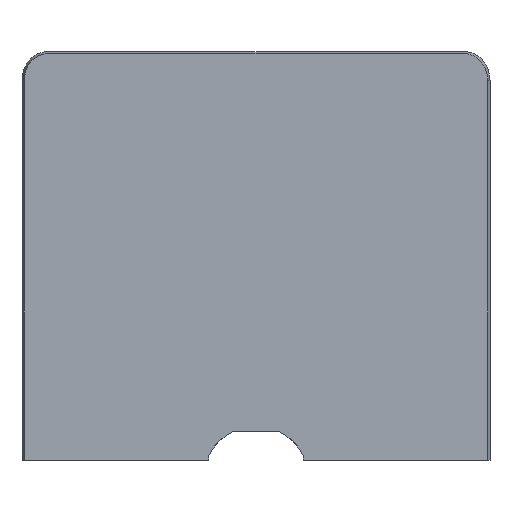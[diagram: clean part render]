
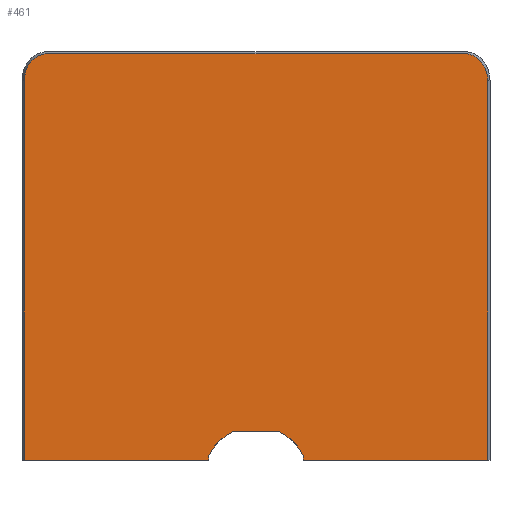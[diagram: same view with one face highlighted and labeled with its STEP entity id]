
A CAD part, front view. The second image highlights one B-rep face of the part: STEP entity #461.
In plain terms, the highlighted planar face has unit normal (0, -1, 0).
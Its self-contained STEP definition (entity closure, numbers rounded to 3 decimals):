
#95 = CARTESIAN_POINT ( 'NONE',  ( 183.25, 0., 10.815 ) ) ;
#97 = CARTESIAN_POINT ( 'NONE',  ( 153.2, 0., -36.979 ) ) ;
#104 = DIRECTION ( 'NONE',  ( 0., 0., -1. ) ) ;
#159 = PLANE ( 'NONE',  #2184 ) ;
#198 = CARTESIAN_POINT ( 'NONE',  ( 131.518, 0., 8.083 ) ) ;
#208 = CARTESIAN_POINT ( 'NONE',  ( 185.982, 0., 0. ) ) ;
#214 = ORIENTED_EDGE ( 'NONE', *, *, #911, .T. ) ;
#249 = EDGE_CURVE ( 'NONE', #3296, #880, #2545, .T. ) ;
#256 = B_SPLINE_CURVE_WITH_KNOTS ( 'NONE', 3,
 ( #1219, #489, #3028, #2806, #458, #416, #947, #1195, #473, #749, #2245, #1258, #1472, #430, #3347, #2007, #999, #2823 ),
 .UNSPECIFIED., .F., .F.,
 ( 4, 2, 2, 2, 2, 2, 2, 2, 4 ),
 ( 0., 0.125, 0.25, 0.375, 0.5, 0.625, 0.75, 0.875, 1. ),
 .UNSPECIFIED. ) ;
#316 = CARTESIAN_POINT ( 'NONE',  ( 153.2, 0., -36.397 ) ) ;
#319 = CARTESIAN_POINT ( 'NONE',  ( 183.608, 0., 10.795 ) ) ;
#320 = LINE ( 'NONE', #2401, #2794 ) ;
#353 = DIRECTION ( 'NONE',  ( 1., 0., 0. ) ) ;
#362 = VERTEX_POINT ( 'NONE', #3371 ) ;
#375 = ORIENTED_EDGE ( 'NONE', *, *, #971, .T. ) ;
#386 = VECTOR ( 'NONE', #1396, 1000. ) ;
#412 = EDGE_CURVE ( 'NONE', #1080, #3002, #3256, .T. ) ;
#416 = CARTESIAN_POINT ( 'NONE',  ( 131.794, 0., 9.058 ) ) ;
#430 = CARTESIAN_POINT ( 'NONE',  ( 133.37, 0., 10.654 ) ) ;
#436 = CARTESIAN_POINT ( 'NONE',  ( 131.25, 0., 0. ) ) ;
#458 = CARTESIAN_POINT ( 'NONE',  ( 131.657, 0., 8.677 ) ) ;
#461 = ADVANCED_FACE ( 'NONE', ( #3015 ), #159, .F. ) ;
#473 = CARTESIAN_POINT ( 'NONE',  ( 132.192, 0., 9.745 ) ) ;
#478 = ORIENTED_EDGE ( 'NONE', *, *, #249, .F. ) ;
#489 = CARTESIAN_POINT ( 'NONE',  ( 131.518, 0., 7.867 ) ) ;
#519 = CARTESIAN_POINT ( 'NONE',  ( 183.958, 0., 10.714 ) ) ;
#569 = VERTEX_POINT ( 'NONE', #3024 ) ;
#601 = VECTOR ( 'NONE', #1463, 1000. ) ;
#602 = LINE ( 'NONE', #2133, #2150 ) ;
#619 = VECTOR ( 'NONE', #2297, 1000. ) ;
#628 = CARTESIAN_POINT ( 'NONE',  ( 185.982, 0., 7.66 ) ) ;
#647 = VERTEX_POINT ( 'NONE', #316 ) ;
#710 = VECTOR ( 'NONE', #1245, 1000. ) ;
#749 = CARTESIAN_POINT ( 'NONE',  ( 132.445, 0., 10.037 ) ) ;
#835 = CARTESIAN_POINT ( 'NONE',  ( 161.525, 0., -33.629 ) ) ;
#880 = VERTEX_POINT ( 'NONE', #2972 ) ;
#890 = CARTESIAN_POINT ( 'NONE',  ( 185.895, 0., 8.478 ) ) ;
#906 = DIRECTION ( 'NONE',  ( 1., 0., 0. ) ) ;
#909 = EDGE_LOOP ( 'NONE', ( #2766, #375, #2173, #1248, #3109, #1888, #214, #2868, #3377, #2974, #1466, #478 ) ) ;
#911 = EDGE_CURVE ( 'NONE', #1778, #2551, #2987, .T. ) ;
#947 = CARTESIAN_POINT ( 'NONE',  ( 131.879, 0., 9.241 ) ) ;
#971 = EDGE_CURVE ( 'NONE', #362, #647, #1695, .T. ) ;
#999 = CARTESIAN_POINT ( 'NONE',  ( 134.071, 0., 10.815 ) ) ;
#1039 = CARTESIAN_POINT ( 'NONE',  ( 184.13, 0., 10.654 ) ) ;
#1048 = CARTESIAN_POINT ( 'NONE',  ( 164.3, 0., -36.979 ) ) ;
#1080 = VERTEX_POINT ( 'NONE', #3171 ) ;
#1110 = CARTESIAN_POINT ( 'NONE',  ( 158.803, 0., -39.132 ) ) ;
#1125 = CARTESIAN_POINT ( 'NONE',  ( 185.964, 0., 8.073 ) ) ;
#1135 = CARTESIAN_POINT ( 'NONE',  ( 185.982, 0., 7.66 ) ) ;
#1195 = CARTESIAN_POINT ( 'NONE',  ( 132.078, 0., 9.585 ) ) ;
#1219 = CARTESIAN_POINT ( 'NONE',  ( 131.518, 0., 7.66 ) ) ;
#1245 = DIRECTION ( 'NONE',  ( 0., 0., 1. ) ) ;
#1248 = ORIENTED_EDGE ( 'NONE', *, *, #3318, .T. ) ;
#1258 = CARTESIAN_POINT ( 'NONE',  ( 132.881, 0., 10.398 ) ) ;
#1268 = VECTOR ( 'NONE', #1907, 1000. ) ;
#1297 = EDGE_CURVE ( 'NONE', #3296, #362, #2216, .T. ) ;
#1326 = CIRCLE ( 'NONE', #2039, 6.14 ) ;
#1377 = CARTESIAN_POINT ( 'NONE',  ( 185.706, 0., 9.058 ) ) ;
#1396 = DIRECTION ( 'NONE',  ( 1., 0., 0. ) ) ;
#1402 = CARTESIAN_POINT ( 'NONE',  ( 158.697, 0., -39.132 ) ) ;
#1420 = CARTESIAN_POINT ( 'NONE',  ( 155.975, 0., -33.629 ) ) ;
#1425 = CARTESIAN_POINT ( 'NONE',  ( 185.982, 0., 7.867 ) ) ;
#1463 = DIRECTION ( 'NONE',  ( 0., 0., 1. ) ) ;
#1466 = ORIENTED_EDGE ( 'NONE', *, *, #1655, .F. ) ;
#1472 = CARTESIAN_POINT ( 'NONE',  ( 133.039, 0., 10.496 ) ) ;
#1496 = VECTOR ( 'NONE', #906, 1000. ) ;
#1517 = DIRECTION ( 'NONE',  ( 0., 1., 0. ) ) ;
#1547 = EDGE_CURVE ( 'NONE', #647, #2354, #3346, .T. ) ;
#1564 = CARTESIAN_POINT ( 'NONE',  ( 184.461, 0., 10.496 ) ) ;
#1631 = CARTESIAN_POINT ( 'NONE',  ( 183.25, 0., 10.815 ) ) ;
#1644 = CARTESIAN_POINT ( 'NONE',  ( 185.055, 0., 10.037 ) ) ;
#1655 = EDGE_CURVE ( 'NONE', #880, #2043, #256, .T. ) ;
#1695 = LINE ( 'NONE', #97, #601 ) ;
#1720 = CARTESIAN_POINT ( 'NONE',  ( 131.518, 0., -36.979 ) ) ;
#1778 = VERTEX_POINT ( 'NONE', #1048 ) ;
#1795 = DIRECTION ( 'NONE',  ( 0., 0., 1. ) ) ;
#1806 = DIRECTION ( 'NONE',  ( 0., 0., -1. ) ) ;
#1847 = VERTEX_POINT ( 'NONE', #835 ) ;
#1888 = ORIENTED_EDGE ( 'NONE', *, *, #2115, .T. ) ;
#1894 = CARTESIAN_POINT ( 'NONE',  ( 185.308, 0., 9.745 ) ) ;
#1898 = LINE ( 'NONE', #95, #1496 ) ;
#1906 = CARTESIAN_POINT ( 'NONE',  ( 185.422, 0., 9.585 ) ) ;
#1907 = DIRECTION ( 'NONE',  ( 1., 0., 0. ) ) ;
#1924 = DIRECTION ( 'NONE',  ( 0., 1., 0. ) ) ;
#2004 = CARTESIAN_POINT ( 'NONE',  ( 134.25, 0., 10.815 ) ) ;
#2007 = CARTESIAN_POINT ( 'NONE',  ( 133.892, 0., 10.795 ) ) ;
#2039 = AXIS2_PLACEMENT_3D ( 'NONE', #1110, #2675, #2153 ) ;
#2043 = VERTEX_POINT ( 'NONE', #2004 ) ;
#2088 = CARTESIAN_POINT ( 'NONE',  ( 184.619, 0., 10.398 ) ) ;
#2115 = EDGE_CURVE ( 'NONE', #569, #1778, #320, .T. ) ;
#2126 = EDGE_CURVE ( 'NONE', #1847, #569, #1326, .T. ) ;
#2133 = CARTESIAN_POINT ( 'NONE',  ( 155.975, 0., -33.629 ) ) ;
#2150 = VECTOR ( 'NONE', #353, 1000. ) ;
#2153 = DIRECTION ( 'NONE',  ( 0., 0., -1. ) ) ;
#2173 = ORIENTED_EDGE ( 'NONE', *, *, #1547, .T. ) ;
#2184 = AXIS2_PLACEMENT_3D ( 'NONE', #436, #1517, #1795 ) ;
#2216 = LINE ( 'NONE', #2418, #1268 ) ;
#2245 = CARTESIAN_POINT ( 'NONE',  ( 132.583, 0., 10.169 ) ) ;
#2297 = DIRECTION ( 'NONE',  ( 0., 0., -1. ) ) ;
#2354 = VERTEX_POINT ( 'NONE', #1420 ) ;
#2401 = CARTESIAN_POINT ( 'NONE',  ( 164.3, 0., -36.979 ) ) ;
#2418 = CARTESIAN_POINT ( 'NONE',  ( 131.25, 0., -36.979 ) ) ;
#2497 = LINE ( 'NONE', #208, #619 ) ;
#2545 = LINE ( 'NONE', #198, #710 ) ;
#2551 = VERTEX_POINT ( 'NONE', #2729 ) ;
#2661 = CARTESIAN_POINT ( 'NONE',  ( 183.429, 0., 10.815 ) ) ;
#2675 = DIRECTION ( 'NONE',  ( 0., 1., 0. ) ) ;
#2729 = CARTESIAN_POINT ( 'NONE',  ( 185.982, 0., -36.979 ) ) ;
#2766 = ORIENTED_EDGE ( 'NONE', *, *, #1297, .T. ) ;
#2787 = EDGE_CURVE ( 'NONE', #2043, #1080, #1898, .T. ) ;
#2794 = VECTOR ( 'NONE', #1806, 1000. ) ;
#2806 = CARTESIAN_POINT ( 'NONE',  ( 131.605, 0., 8.478 ) ) ;
#2823 = CARTESIAN_POINT ( 'NONE',  ( 134.25, 0., 10.815 ) ) ;
#2868 = ORIENTED_EDGE ( 'NONE', *, *, #3167, .F. ) ;
#2972 = CARTESIAN_POINT ( 'NONE',  ( 131.518, 0., 7.66 ) ) ;
#2974 = ORIENTED_EDGE ( 'NONE', *, *, #2787, .F. ) ;
#2982 = CARTESIAN_POINT ( 'NONE',  ( 185.621, 0., 9.241 ) ) ;
#2987 = LINE ( 'NONE', #3263, #386 ) ;
#3002 = VERTEX_POINT ( 'NONE', #1135 ) ;
#3015 = FACE_OUTER_BOUND ( 'NONE', #909, .T. ) ;
#3024 = CARTESIAN_POINT ( 'NONE',  ( 164.3, 0., -36.397 ) ) ;
#3028 = CARTESIAN_POINT ( 'NONE',  ( 131.536, 0., 8.073 ) ) ;
#3109 = ORIENTED_EDGE ( 'NONE', *, *, #2126, .T. ) ;
#3123 = AXIS2_PLACEMENT_3D ( 'NONE', #1402, #1924, #104 ) ;
#3129 = CARTESIAN_POINT ( 'NONE',  ( 184.917, 0., 10.169 ) ) ;
#3167 = EDGE_CURVE ( 'NONE', #3002, #2551, #2497, .T. ) ;
#3171 = CARTESIAN_POINT ( 'NONE',  ( 183.25, 0., 10.815 ) ) ;
#3242 = CARTESIAN_POINT ( 'NONE',  ( 185.843, 0., 8.677 ) ) ;
#3256 = B_SPLINE_CURVE_WITH_KNOTS ( 'NONE', 3,
 ( #1631, #2661, #319, #519, #1039, #1564, #2088, #3129, #1644, #1894, #1906, #2982, #1377, #3242, #890, #1125, #1425, #628 ),
 .UNSPECIFIED., .F., .F.,
 ( 4, 2, 2, 2, 2, 2, 2, 2, 4 ),
 ( 0., 0.125, 0.25, 0.375, 0.5, 0.625, 0.75, 0.875, 1. ),
 .UNSPECIFIED. ) ;
#3263 = CARTESIAN_POINT ( 'NONE',  ( 131.25, 0., -36.979 ) ) ;
#3296 = VERTEX_POINT ( 'NONE', #1720 ) ;
#3318 = EDGE_CURVE ( 'NONE', #2354, #1847, #602, .T. ) ;
#3346 = CIRCLE ( 'NONE', #3123, 6.14 ) ;
#3347 = CARTESIAN_POINT ( 'NONE',  ( 133.542, 0., 10.714 ) ) ;
#3371 = CARTESIAN_POINT ( 'NONE',  ( 153.2, 0., -36.979 ) ) ;
#3377 = ORIENTED_EDGE ( 'NONE', *, *, #412, .F. ) ;
